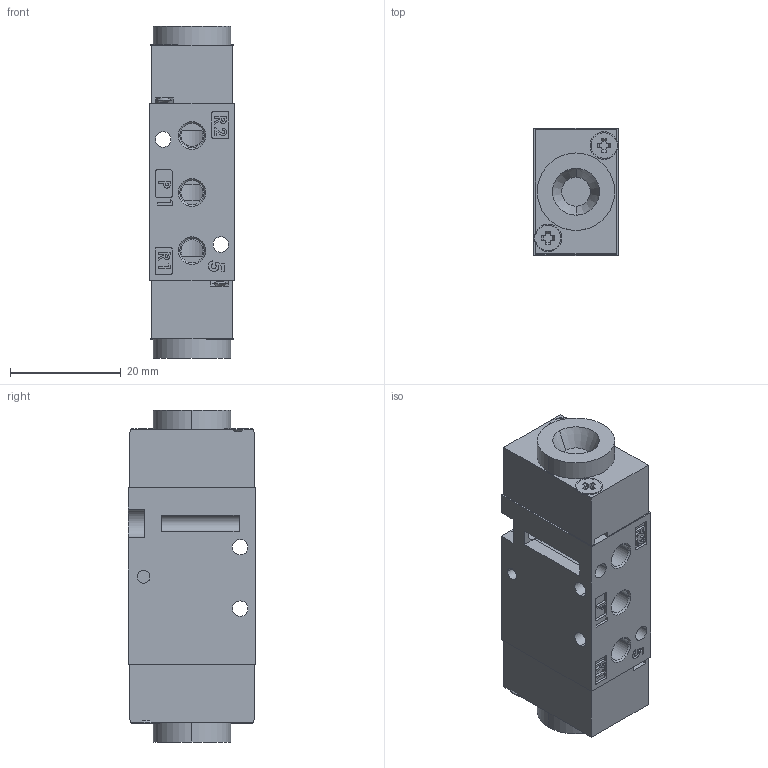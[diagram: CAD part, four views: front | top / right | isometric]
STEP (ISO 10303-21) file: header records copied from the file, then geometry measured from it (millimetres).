
FILE_DESCRIPTION (( 'STEP AP203' ), '1' );
FILE_NAME ('SFP1200.STEP', '2013-01-21T08:14:45', ( '' ), ( '' ), 'SwSTEP 2.0', 'SolidWorks 2008', '' );
FILE_SCHEMA (( 'CONFIG_CONTROL_DESIGN' ));
Length unit declared in the file: millimetre
Products named in the file (4): SFP1200; SF1000-Body_ル遽; MasterPilot_ル遽; MasterPilotBolt(M2.6xL13)_ル遽
Assembly tree (7 placements, depth 2):
  SFP1200
    MasterPilot_ル遽  x2
    SF1000-Body_ル遽
    MasterPilotBolt(M2.6xL13)_ル遽  x4
Bounding box: 15.2 x 23 x 60 mm (x, y, z)
Volume: 13041.7 mm3; surface area: 11399.2 mm2
Topology: 7 solids, 7 shells, 826 faces, 2009 edges, 1262 vertices
Faces by surface type: plane 373, cone 240, cylinder 166, bspline 47
Entity records: 18860 total; most frequent: CARTESIAN_POINT 5852, ORIENTED_EDGE 2608, DIRECTION 2512, EDGE_CURVE 1304, AXIS2_PLACEMENT_3D 847, VERTEX_POINT 843, LINE 818, VECTOR 818
